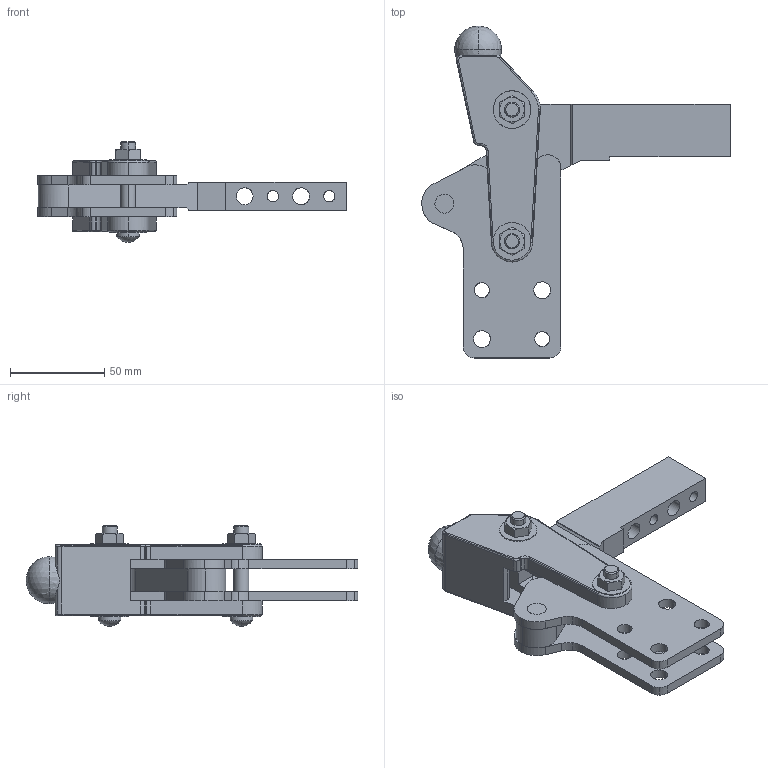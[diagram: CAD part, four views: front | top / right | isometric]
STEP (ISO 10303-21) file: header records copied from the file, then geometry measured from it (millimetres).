
FILE_DESCRIPTION(('CATIA V5 STEP Exchange'),'2;1');
FILE_NAME('MODULSPANNER_TS_V_HD_1300_BW15_1_97_A_357835.stp','2018-08-16T12:00:09+00:00',('none'),('none'),'CATIA Version 5 Release 19 SP 9 (IN-10)','CATIA V5 STEP AP214','none');
FILE_SCHEMA(('AUTOMOTIVE_DESIGN { 1 0 10303 214 1 1 1 1 }'));
Length unit declared in the file: millimetre
Products named in the file (1): MODULSPANNER_TS_V_HD_1300_BW15_1_97_A_357835
Bounding box: 163.99 x 176.5 x 53.47 mm (x, y, z)
Volume: 195007.8 mm3; surface area: 56906.8 mm2
Topology: 1 solids, 2 shells, 277 faces, 775 edges, 500 vertices
Faces by surface type: cylinder 148, plane 85, cone 20, torus 16, sphere 8
Entity records: 11922 total; most frequent: CARTESIAN_POINT 3200, ORIENTED_EDGE 1526, DIRECTION 1152, EDGE_CURVE 763, AXIS2_PLACEMENT_3D 540, VERTEX_POINT 498, VECTOR 344, LINE 344
